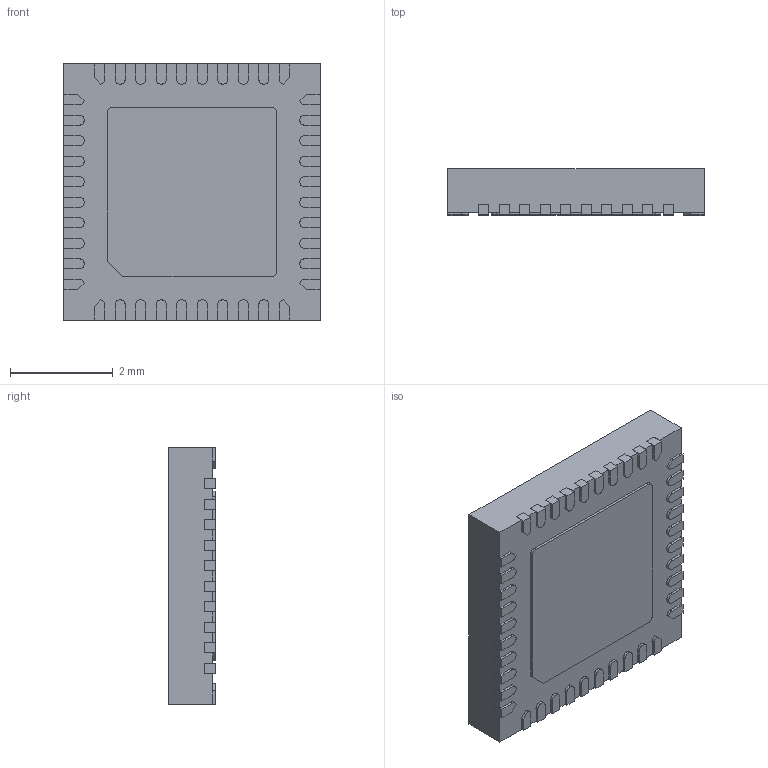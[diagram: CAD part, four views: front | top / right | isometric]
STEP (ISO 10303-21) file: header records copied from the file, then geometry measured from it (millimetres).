
FILE_DESCRIPTION (( 'STEP AP214' ), '1' );
FILE_NAME ('ESP32-C6.STEP', '2025-01-30T17:27:29', ( '' ), ( '' ), 'SwSTEP 2.0', 'SolidWorks 2021', '' );
FILE_SCHEMA (( 'AUTOMOTIVE_DESIGN' ));
Length unit declared in the file: millimetre
Products named in the file (1): ESP32-C6
Bounding box: 5 x 0.9 x 5 mm (x, y, z)
Volume: 21.9 mm3; surface area: 113.3 mm2
Topology: 43 solids, 43 shells, 464 faces, 1128 edges, 752 vertices
Faces by surface type: plane 358, cylinder 106
Entity records: 13916 total; most frequent: CARTESIAN_POINT 2345, DIRECTION 2270, ORIENTED_EDGE 2256, EDGE_CURVE 1128, LINE 916, VECTOR 916, VERTEX_POINT 752, AXIS2_PLACEMENT_3D 677
